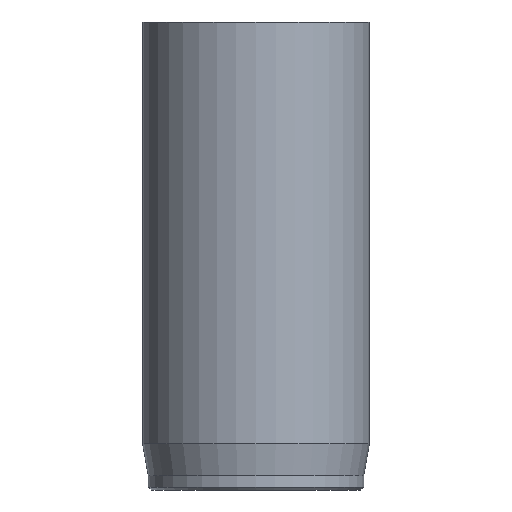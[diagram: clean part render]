
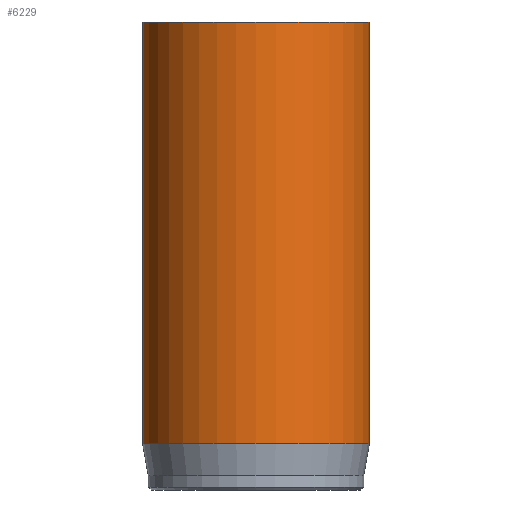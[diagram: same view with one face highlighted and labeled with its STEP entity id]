
A CAD part, front view. The second image highlights one B-rep face of the part: STEP entity #6229.
In plain terms, the highlighted cylindrical face has radius 8 mm (diameter 16 mm), a full revolution.
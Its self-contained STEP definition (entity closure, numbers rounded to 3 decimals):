
#32=CYLINDRICAL_SURFACE('',#6464,8.);
#48=CIRCLE('',#6431,8.);
#64=CIRCLE('',#6462,8.);
#65=CIRCLE('',#6463,8.);
#510=FACE_OUTER_BOUND('',#875,.T.);
#875=EDGE_LOOP('',(#5430,#5431,#5432,#5433,#5434));
#1339=LINE('',#11344,#1821);
#1821=VECTOR('',#7166,8.);
#2820=VERTEX_POINT('',#11283);
#2836=VERTEX_POINT('',#11338);
#2837=VERTEX_POINT('',#11339);
#3693=EDGE_CURVE('',#2820,#2820,#48,.T.);
#3717=EDGE_CURVE('',#2836,#2837,#64,.T.);
#3718=EDGE_CURVE('',#2837,#2836,#65,.T.);
#3720=EDGE_CURVE('',#2820,#2836,#1339,.T.);
#5430=ORIENTED_EDGE('',*,*,#3693,.T.);
#5431=ORIENTED_EDGE('',*,*,#3720,.T.);
#5432=ORIENTED_EDGE('',*,*,#3717,.T.);
#5433=ORIENTED_EDGE('',*,*,#3718,.T.);
#5434=ORIENTED_EDGE('',*,*,#3720,.F.);
#6229=ADVANCED_FACE('',(#510),#32,.T.);
#6431=AXIS2_PLACEMENT_3D('',#11284,#7089,#7090);
#6462=AXIS2_PLACEMENT_3D('',#11340,#7159,#7160);
#6463=AXIS2_PLACEMENT_3D('',#11341,#7161,#7162);
#6464=AXIS2_PLACEMENT_3D('',#11343,#7164,#7165);
#7089=DIRECTION('center_axis',(0.,0.,-1.));
#7090=DIRECTION('ref_axis',(-1.,0.,0.));
#7159=DIRECTION('center_axis',(0.,0.,1.));
#7160=DIRECTION('ref_axis',(-1.,0.,0.));
#7161=DIRECTION('center_axis',(0.,0.,1.));
#7162=DIRECTION('ref_axis',(-1.,0.,0.));
#7164=DIRECTION('center_axis',(0.,0.,1.));
#7165=DIRECTION('ref_axis',(-1.,0.,0.));
#7166=DIRECTION('',(0.,0.,-1.));
#11283=CARTESIAN_POINT('',(8.,0.,33.));
#11284=CARTESIAN_POINT('Origin',(0.,0.,33.));
#11338=CARTESIAN_POINT('',(8.,0.,3.269));
#11339=CARTESIAN_POINT('',(-8.,0.,3.269));
#11340=CARTESIAN_POINT('Origin',(0.,0.,3.269));
#11341=CARTESIAN_POINT('Origin',(0.,0.,3.269));
#11343=CARTESIAN_POINT('Origin',(0.,0.,0.));
#11344=CARTESIAN_POINT('',(8.,0.,0.));
